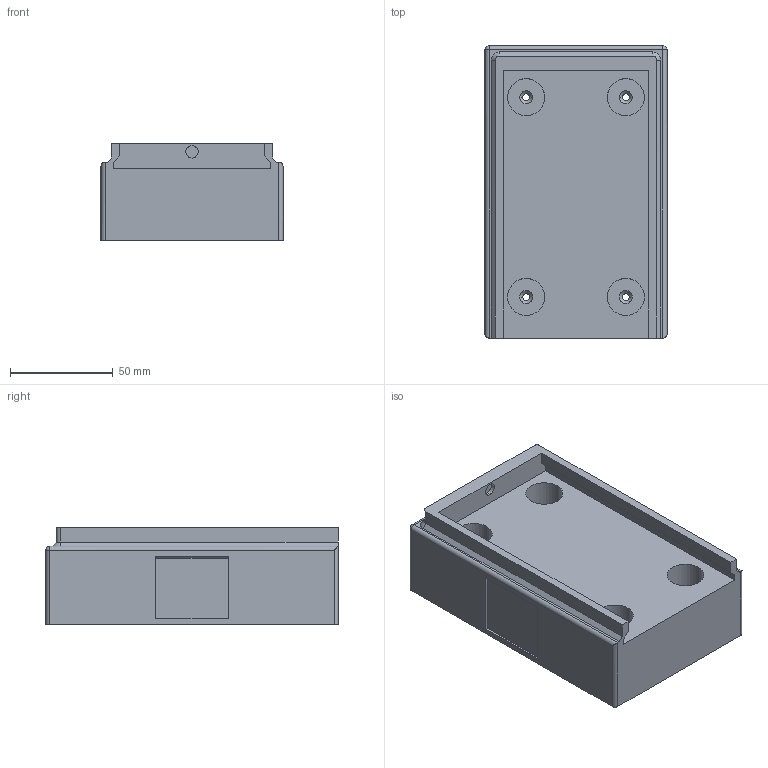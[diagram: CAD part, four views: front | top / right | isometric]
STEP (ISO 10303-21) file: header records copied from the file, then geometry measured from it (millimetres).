
FILE_DESCRIPTION (( 'STEP AP214' ), '1' );
FILE_NAME ('moduleGuardrail.STEP', '2023-06-26T09:34:44', ( '' ), ( '' ), 'SwSTEP 2.0', 'SolidWorks 2021', '' );
FILE_SCHEMA (( 'AUTOMOTIVE_DESIGN' ));
Length unit declared in the file: millimetre
Products named in the file (1): moduleGuardrail
Bounding box: 88.4 x 141.99 x 47 mm (x, y, z)
Volume: 432056.9 mm3; surface area: 56261.7 mm2
Topology: 1 solids, 1 shells, 83 faces, 196 edges, 120 vertices
Faces by surface type: plane 36, cylinder 35, cone 10, sphere 2
Entity records: 2402 total; most frequent: DIRECTION 428, CARTESIAN_POINT 404, ORIENTED_EDGE 388, EDGE_CURVE 194, AXIS2_PLACEMENT_3D 152, LINE 124, VECTOR 124, VERTEX_POINT 120
